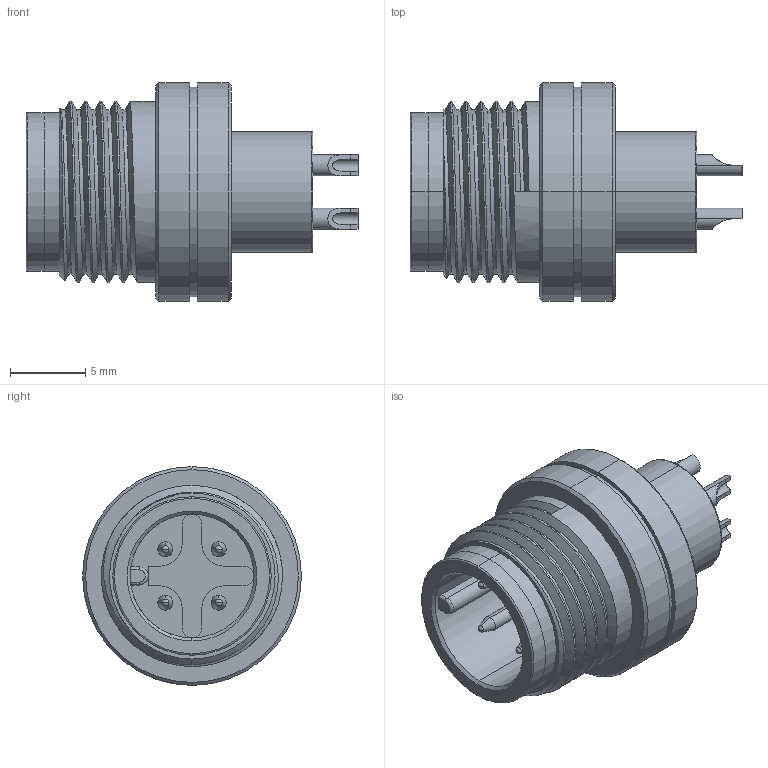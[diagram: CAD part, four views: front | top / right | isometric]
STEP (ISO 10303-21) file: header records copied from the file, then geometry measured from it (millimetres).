
FILE_DESCRIPTION (( 'STEP AP203' ), '1' );
FILE_NAME ('50-00959.STEP', '2020-10-15T15:59:18', ( '' ), ( '' ), 'SwSTEP 2.0', 'SolidWorks 2015', '' );
FILE_SCHEMA (( 'CONFIG_CONTROL_DESIGN' ));
Length unit declared in the file: millimetre
Products named in the file (4): 50-00959-01___; 50-00959-03___; 50-00959; 50-00959-02___
Assembly tree (6 placements, depth 2):
  50-00959
    50-00959-01___
    50-00959-02___
    50-00959-03___  x4
Bounding box: 22 x 14.5 x 14.5 mm (x, y, z)
Volume: 1441.5 mm3; surface area: 2655.7 mm2
Topology: 6 solids, 6 shells, 244 faces, 543 edges, 331 vertices
Faces by surface type: cylinder 110, plane 61, cone 33, torus 29, sphere 8, bspline 3
Entity records: 5549 total; most frequent: CARTESIAN_POINT 1776, DIRECTION 746, ORIENTED_EDGE 650, EDGE_CURVE 325, AXIS2_PLACEMENT_3D 309, VERTEX_POINT 205, EDGE_LOOP 168, CIRCLE 161
